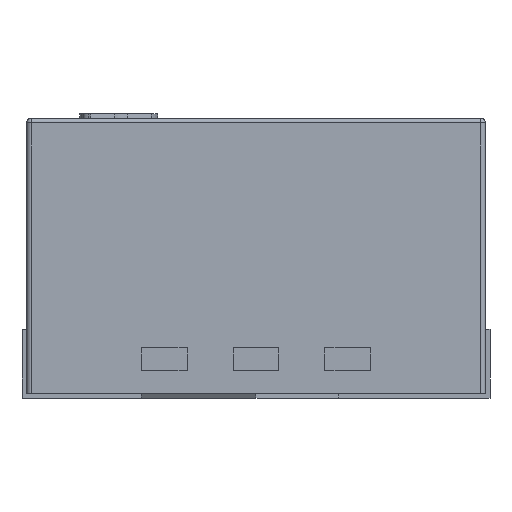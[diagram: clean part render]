
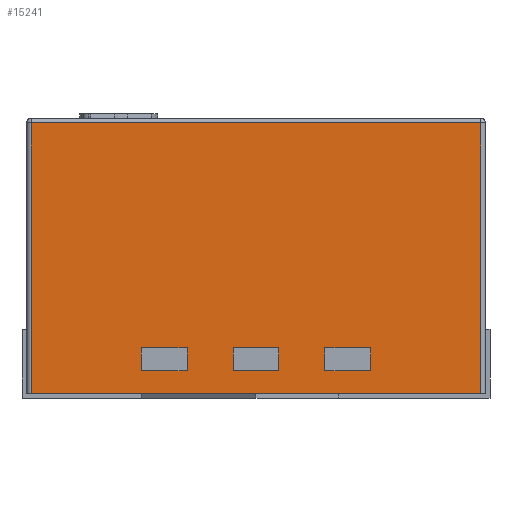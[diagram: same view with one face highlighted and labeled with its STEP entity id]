
A CAD part, left-side view. The second image highlights one B-rep face of the part: STEP entity #15241.
In plain terms, the highlighted planar face has unit normal (-1, 0, 0).
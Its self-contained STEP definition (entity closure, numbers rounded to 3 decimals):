
#250 = CARTESIAN_POINT ( 'NONE',  ( -0.5, 0.15, 0.1 ) ) ;
#301 = LINE ( 'NONE', #14081, #12570 ) ;
#464 = VERTEX_POINT ( 'NONE', #15712 ) ;
#546 = ORIENTED_EDGE ( 'NONE', *, *, #15429, .T. ) ;
#1136 = VERTEX_POINT ( 'NONE', #5659 ) ;
#1176 = VERTEX_POINT ( 'NONE', #17962 ) ;
#1261 = EDGE_CURVE ( 'NONE', #10390, #3853, #15341, .T. ) ;
#1364 = VERTEX_POINT ( 'NONE', #250 ) ;
#1409 = LINE ( 'NONE', #12705, #7955 ) ;
#1555 = EDGE_LOOP ( 'NONE', ( #7162, #2594, #546, #5469 ) ) ;
#1691 = ORIENTED_EDGE ( 'NONE', *, *, #3005, .T. ) ;
#1805 = VERTEX_POINT ( 'NONE', #4605 ) ;
#2397 = CARTESIAN_POINT ( 'NONE',  ( -0.5, -0.15, 0.1 ) ) ;
#2426 = VERTEX_POINT ( 'NONE', #2757 ) ;
#2594 = ORIENTED_EDGE ( 'NONE', *, *, #5741, .T. ) ;
#2757 = CARTESIAN_POINT ( 'NONE',  ( -0.5, 0.49, 0. ) ) ;
#2906 = CARTESIAN_POINT ( 'NONE',  ( -0.5, 0.5, 0.59 ) ) ;
#2916 = EDGE_CURVE ( 'NONE', #15962, #1805, #1409, .T. ) ;
#3005 = EDGE_CURVE ( 'NONE', #1364, #15962, #5531, .T. ) ;
#3638 = LINE ( 'NONE', #16322, #8755 ) ;
#3746 = LINE ( 'NONE', #9418, #8323 ) ;
#3853 = VERTEX_POINT ( 'NONE', #6187 ) ;
#4067 = CARTESIAN_POINT ( 'NONE',  ( -0.5, -0.49, 0.6 ) ) ;
#4128 = DIRECTION ( 'NONE',  ( 0., 1., 0. ) ) ;
#4206 = ORIENTED_EDGE ( 'NONE', *, *, #10779, .T. ) ;
#4335 = LINE ( 'NONE', #15724, #17771 ) ;
#4373 = EDGE_CURVE ( 'NONE', #1136, #16120, #9864, .T. ) ;
#4605 = CARTESIAN_POINT ( 'NONE',  ( -0.5, 0.25, 0.05 ) ) ;
#4651 = DIRECTION ( 'NONE',  ( 1., 0., 0. ) ) ;
#4741 = EDGE_CURVE ( 'NONE', #1176, #8556, #301, .T. ) ;
#4830 = DIRECTION ( 'NONE',  ( 0., 1., 0. ) ) ;
#5469 = ORIENTED_EDGE ( 'NONE', *, *, #1261, .T. ) ;
#5531 = LINE ( 'NONE', #16802, #14805 ) ;
#5659 = CARTESIAN_POINT ( 'NONE',  ( -0.5, 0.05, 0.05 ) ) ;
#5689 = ORIENTED_EDGE ( 'NONE', *, *, #2916, .T. ) ;
#5741 = EDGE_CURVE ( 'NONE', #12978, #2426, #3746, .T. ) ;
#5778 = FACE_BOUND ( 'NONE', #6358, .T. ) ;
#5800 = ORIENTED_EDGE ( 'NONE', *, *, #9057, .T. ) ;
#5911 = EDGE_LOOP ( 'NONE', ( #13565, #10904, #15061, #10097 ) ) ;
#5924 = CARTESIAN_POINT ( 'NONE',  ( -0.5, -0.05, 0.05 ) ) ;
#5976 = EDGE_CURVE ( 'NONE', #9364, #464, #10616, .T. ) ;
#5993 = VERTEX_POINT ( 'NONE', #17524 ) ;
#6187 = CARTESIAN_POINT ( 'NONE',  ( -0.5, -0.49, 0.59 ) ) ;
#6325 = DIRECTION ( 'NONE',  ( 0., -1., 0. ) ) ;
#6353 = CARTESIAN_POINT ( 'NONE',  ( -0.5, -0.05, 0.05 ) ) ;
#6358 = EDGE_LOOP ( 'NONE', ( #5689, #10887, #7776, #1691 ) ) ;
#6615 = CARTESIAN_POINT ( 'NONE',  ( -0.5, -0.25, 0.1 ) ) ;
#7162 = ORIENTED_EDGE ( 'NONE', *, *, #8605, .T. ) ;
#7341 = LINE ( 'NONE', #13039, #11772 ) ;
#7696 = VECTOR ( 'NONE', #12396, 1000. ) ;
#7748 = VECTOR ( 'NONE', #9220, 1000. ) ;
#7776 = ORIENTED_EDGE ( 'NONE', *, *, #14568, .T. ) ;
#7955 = VECTOR ( 'NONE', #4128, 1000. ) ;
#8028 = EDGE_CURVE ( 'NONE', #14064, #9364, #8535, .T. ) ;
#8104 = DIRECTION ( 'NONE',  ( 0., 0., -1. ) ) ;
#8323 = VECTOR ( 'NONE', #13878, 1000. ) ;
#8535 = LINE ( 'NONE', #6615, #10912 ) ;
#8556 = VERTEX_POINT ( 'NONE', #5924 ) ;
#8605 = EDGE_CURVE ( 'NONE', #3853, #12978, #11516, .T. ) ;
#8614 = DIRECTION ( 'NONE',  ( 0., 0., -1. ) ) ;
#8661 = FACE_BOUND ( 'NONE', #9269, .T. ) ;
#8755 = VECTOR ( 'NONE', #15189, 1000. ) ;
#8792 = VECTOR ( 'NONE', #6325, 1000. ) ;
#8825 = DIRECTION ( 'NONE',  ( 0., 0., 1. ) ) ;
#8962 = DIRECTION ( 'NONE',  ( 0., 1., 0. ) ) ;
#9057 = EDGE_CURVE ( 'NONE', #8556, #1136, #9315, .T. ) ;
#9112 = CARTESIAN_POINT ( 'NONE',  ( -0.5, -0.15, 0.1 ) ) ;
#9158 = CARTESIAN_POINT ( 'NONE',  ( -0.5, 0.15, 0.05 ) ) ;
#9220 = DIRECTION ( 'NONE',  ( 0., 1., 0. ) ) ;
#9269 = EDGE_LOOP ( 'NONE', ( #14325, #5800, #14832, #4206 ) ) ;
#9315 = LINE ( 'NONE', #6353, #15719 ) ;
#9364 = VERTEX_POINT ( 'NONE', #12292 ) ;
#9370 = CARTESIAN_POINT ( 'NONE',  ( -0.5, 0.15, 0.1 ) ) ;
#9382 = EDGE_CURVE ( 'NONE', #464, #17865, #10882, .T. ) ;
#9415 = VECTOR ( 'NONE', #16392, 1000. ) ;
#9418 = CARTESIAN_POINT ( 'NONE',  ( -0.5, 0.49, 0.6 ) ) ;
#9864 = LINE ( 'NONE', #13955, #7696 ) ;
#10097 = ORIENTED_EDGE ( 'NONE', *, *, #8028, .T. ) ;
#10390 = VERTEX_POINT ( 'NONE', #15704 ) ;
#10616 = LINE ( 'NONE', #12116, #7748 ) ;
#10617 = AXIS2_PLACEMENT_3D ( 'NONE', #17593, #4651, #4830 ) ;
#10779 = EDGE_CURVE ( 'NONE', #16120, #1176, #12124, .T. ) ;
#10876 = LINE ( 'NONE', #9370, #8792 ) ;
#10882 = LINE ( 'NONE', #2397, #9415 ) ;
#10887 = ORIENTED_EDGE ( 'NONE', *, *, #14078, .T. ) ;
#10904 = ORIENTED_EDGE ( 'NONE', *, *, #9382, .T. ) ;
#10912 = VECTOR ( 'NONE', #8104, 1000. ) ;
#11315 = CARTESIAN_POINT ( 'NONE',  ( -0.5, 0.05, 0.1 ) ) ;
#11479 = EDGE_CURVE ( 'NONE', #17865, #14064, #3638, .T. ) ;
#11516 = LINE ( 'NONE', #2906, #12702 ) ;
#11607 = DIRECTION ( 'NONE',  ( 0., 0., -1. ) ) ;
#11745 = VECTOR ( 'NONE', #12219, 1000. ) ;
#11772 = VECTOR ( 'NONE', #8825, 1000. ) ;
#12116 = CARTESIAN_POINT ( 'NONE',  ( -0.5, -0.25, 0.05 ) ) ;
#12124 = LINE ( 'NONE', #16598, #11745 ) ;
#12219 = DIRECTION ( 'NONE',  ( 0., -1., 0. ) ) ;
#12292 = CARTESIAN_POINT ( 'NONE',  ( -0.5, -0.25, 0.05 ) ) ;
#12396 = DIRECTION ( 'NONE',  ( 0., 0., 1. ) ) ;
#12570 = VECTOR ( 'NONE', #11607, 1000. ) ;
#12702 = VECTOR ( 'NONE', #15886, 1000. ) ;
#12705 = CARTESIAN_POINT ( 'NONE',  ( -0.5, 0.15, 0.05 ) ) ;
#12978 = VERTEX_POINT ( 'NONE', #15868 ) ;
#13039 = CARTESIAN_POINT ( 'NONE',  ( -0.5, 0.25, 0.1 ) ) ;
#13226 = PLANE ( 'NONE',  #10617 ) ;
#13565 = ORIENTED_EDGE ( 'NONE', *, *, #5976, .T. ) ;
#13878 = DIRECTION ( 'NONE',  ( 0., 0., -1. ) ) ;
#13955 = CARTESIAN_POINT ( 'NONE',  ( -0.5, 0.05, 0.1 ) ) ;
#14050 = VECTOR ( 'NONE', #18325, 1000. ) ;
#14064 = VERTEX_POINT ( 'NONE', #16273 ) ;
#14078 = EDGE_CURVE ( 'NONE', #1805, #5993, #7341, .T. ) ;
#14081 = CARTESIAN_POINT ( 'NONE',  ( -0.5, -0.05, 0.1 ) ) ;
#14325 = ORIENTED_EDGE ( 'NONE', *, *, #4741, .T. ) ;
#14568 = EDGE_CURVE ( 'NONE', #5993, #1364, #10876, .T. ) ;
#14710 = FACE_OUTER_BOUND ( 'NONE', #1555, .T. ) ;
#14805 = VECTOR ( 'NONE', #8614, 1000. ) ;
#14832 = ORIENTED_EDGE ( 'NONE', *, *, #4373, .T. ) ;
#15061 = ORIENTED_EDGE ( 'NONE', *, *, #11479, .T. ) ;
#15189 = DIRECTION ( 'NONE',  ( 0., -1., 0. ) ) ;
#15241 = ADVANCED_FACE ( 'NONE', ( #15745, #5778, #8661, #14710 ), #13226, .F. ) ;
#15341 = LINE ( 'NONE', #4067, #14050 ) ;
#15429 = EDGE_CURVE ( 'NONE', #2426, #10390, #4335, .T. ) ;
#15704 = CARTESIAN_POINT ( 'NONE',  ( -0.5, -0.49, 0. ) ) ;
#15712 = CARTESIAN_POINT ( 'NONE',  ( -0.5, -0.15, 0.05 ) ) ;
#15719 = VECTOR ( 'NONE', #8962, 1000. ) ;
#15724 = CARTESIAN_POINT ( 'NONE',  ( -0.5, 0.5, 0. ) ) ;
#15745 = FACE_BOUND ( 'NONE', #5911, .T. ) ;
#15868 = CARTESIAN_POINT ( 'NONE',  ( -0.5, 0.49, 0.59 ) ) ;
#15886 = DIRECTION ( 'NONE',  ( 0., 1., 0. ) ) ;
#15962 = VERTEX_POINT ( 'NONE', #9158 ) ;
#16120 = VERTEX_POINT ( 'NONE', #11315 ) ;
#16273 = CARTESIAN_POINT ( 'NONE',  ( -0.5, -0.25, 0.1 ) ) ;
#16322 = CARTESIAN_POINT ( 'NONE',  ( -0.5, -0.25, 0.1 ) ) ;
#16392 = DIRECTION ( 'NONE',  ( 0., 0., 1. ) ) ;
#16598 = CARTESIAN_POINT ( 'NONE',  ( -0.5, -0.05, 0.1 ) ) ;
#16802 = CARTESIAN_POINT ( 'NONE',  ( -0.5, 0.15, 0.1 ) ) ;
#17524 = CARTESIAN_POINT ( 'NONE',  ( -0.5, 0.25, 0.1 ) ) ;
#17593 = CARTESIAN_POINT ( 'NONE',  ( -0.5, 0.5, 0.6 ) ) ;
#17771 = VECTOR ( 'NONE', #18418, 1000. ) ;
#17865 = VERTEX_POINT ( 'NONE', #9112 ) ;
#17962 = CARTESIAN_POINT ( 'NONE',  ( -0.5, -0.05, 0.1 ) ) ;
#18325 = DIRECTION ( 'NONE',  ( 0., 0., 1. ) ) ;
#18418 = DIRECTION ( 'NONE',  ( 0., -1., 0. ) ) ;
